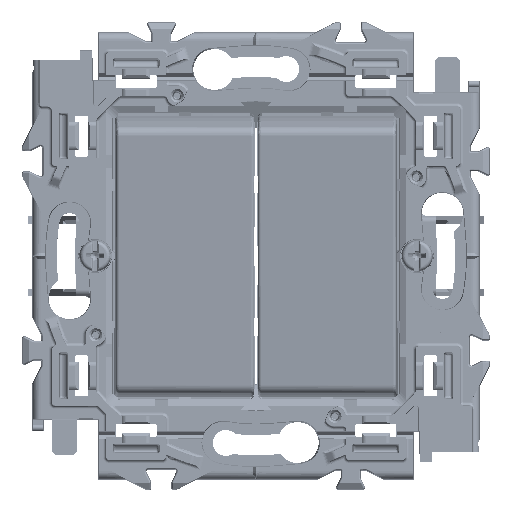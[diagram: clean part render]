
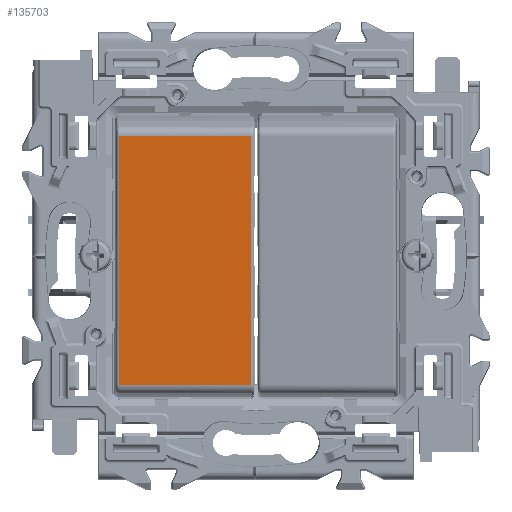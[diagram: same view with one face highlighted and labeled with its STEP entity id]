
A CAD part, top view. The second image highlights one B-rep face of the part: STEP entity #135703.
In plain terms, the highlighted face is planar.
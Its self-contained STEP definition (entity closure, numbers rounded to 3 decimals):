
#135683=AXIS2_PLACEMENT_3D('Plane Axis2P3D',#135680,#135681,#135682) ;
#135407=CARTESIAN_POINT('Vertex',(10.44,-19.789,11.5)) ;
#135492=CARTESIAN_POINT('Vertex',(10.44,19.789,11.5)) ;
#135495=CARTESIAN_POINT('Line Origine',(10.44,0.,11.5)) ;
#135512=CARTESIAN_POINT('Line Origine',(0.,-19.789,11.5)) ;
#135516=CARTESIAN_POINT('Vertex',(-10.44,-19.789,11.5)) ;
#135680=CARTESIAN_POINT('Axis2P3D Location',(0.,-20.842,11.5)) ;
#135685=CARTESIAN_POINT('Line Origine',(0.,19.789,11.5)) ;
#135689=CARTESIAN_POINT('Vertex',(-10.44,19.789,11.5)) ;
#135692=CARTESIAN_POINT('Line Origine',(-10.44,0.,11.5)) ;
#135496=DIRECTION('Vector Direction',(0.,-1.,0.)) ;
#135513=DIRECTION('Vector Direction',(1.,0.,0.)) ;
#135681=DIRECTION('Axis2P3D Direction',(0.,0.,-1.)) ;
#135682=DIRECTION('Axis2P3D XDirection',(0.,1.,0.)) ;
#135686=DIRECTION('Vector Direction',(1.,0.,0.)) ;
#135693=DIRECTION('Vector Direction',(0.,-1.,0.)) ;
#135497=VECTOR('Line Direction',#135496,1.) ;
#135514=VECTOR('Line Direction',#135513,1.) ;
#135687=VECTOR('Line Direction',#135686,1.) ;
#135694=VECTOR('Line Direction',#135693,1.) ;
#135698=ORIENTED_EDGE('',*,*,#135499,.T.) ;
#135699=ORIENTED_EDGE('',*,*,#135691,.F.) ;
#135700=ORIENTED_EDGE('',*,*,#135696,.T.) ;
#135701=ORIENTED_EDGE('',*,*,#135518,.T.) ;
#135703=ADVANCED_FACE('Doigt 1M',(#135702),#135684,.F.) ;
#135499=EDGE_CURVE('',#135408,#135493,#135498,.F.) ;
#135518=EDGE_CURVE('',#135517,#135408,#135515,.T.) ;
#135691=EDGE_CURVE('',#135690,#135493,#135688,.T.) ;
#135696=EDGE_CURVE('',#135690,#135517,#135695,.T.) ;
#135697=EDGE_LOOP('',(#135698,#135699,#135700,#135701)) ;
#135702=FACE_OUTER_BOUND('',#135697,.T.) ;
#135498=LINE('Line',#135495,#135497) ;
#135515=LINE('Line',#135512,#135514) ;
#135688=LINE('Line',#135685,#135687) ;
#135695=LINE('Line',#135692,#135694) ;
#135684=PLANE('',#135683) ;
#135408=VERTEX_POINT('',#135407) ;
#135493=VERTEX_POINT('',#135492) ;
#135517=VERTEX_POINT('',#135516) ;
#135690=VERTEX_POINT('',#135689) ;
